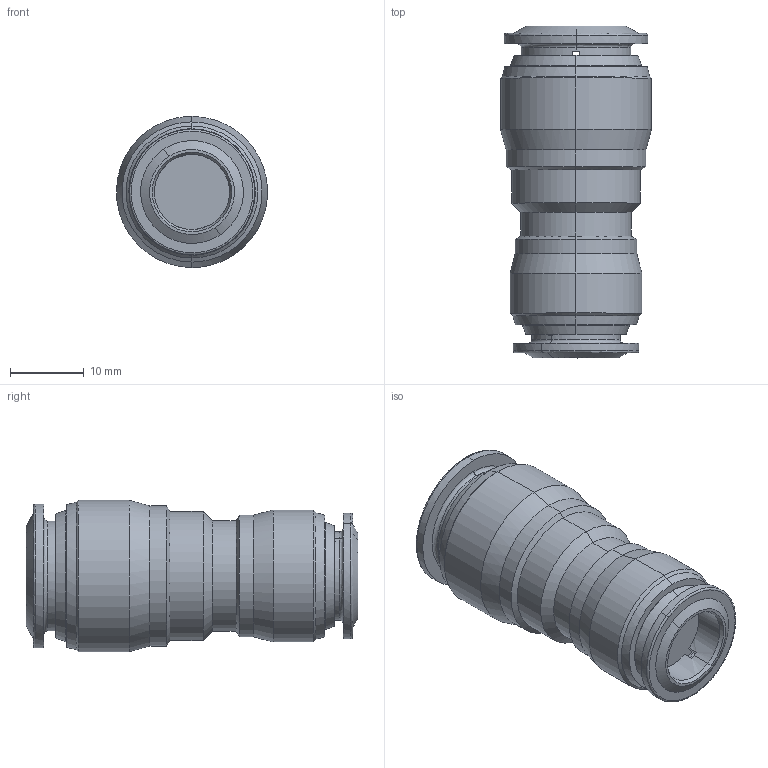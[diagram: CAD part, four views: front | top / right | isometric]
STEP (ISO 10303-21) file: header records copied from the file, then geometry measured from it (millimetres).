
FILE_DESCRIPTION (( 'STEP AP214' ), '1' );
FILE_NAME ('PG12-10_ME.STEP', '2018-09-06T11:45:12', ( '' ), ( '' ), 'SwSTEP 2.0', 'SolidWorks 2018', '' );
FILE_SCHEMA (( 'AUTOMOTIVE_DESIGN' ));
Length unit declared in the file: millimetre
Products named in the file (1): PG12-10_ME
Bounding box: 20.48 x 45 x 20.5 mm (x, y, z)
Volume: 10040 mm3; surface area: 4020.1 mm2
Topology: 1 solids, 1 shells, 102 faces, 230 edges, 136 vertices
Faces by surface type: bspline 102
Entity records: 4271 total; most frequent: CARTESIAN_POINT 2900, ORIENTED_EDGE 460, EDGE_CURVE 230, B_SPLINE_CURVE_WITH_KNOTS 146, VERTEX_POINT 136, EDGE_LOOP 116, ADVANCED_FACE 102, FACE_OUTER_BOUND 102
